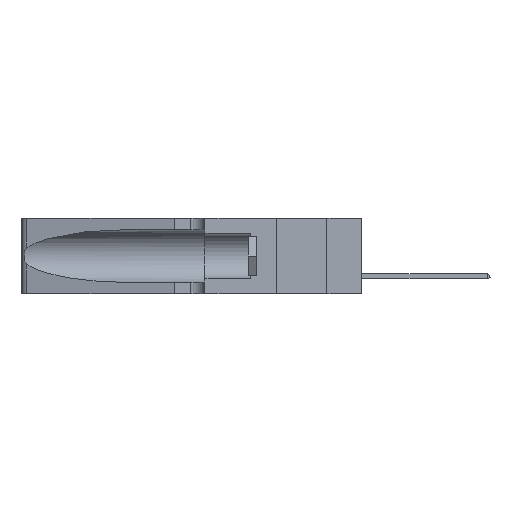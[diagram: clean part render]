
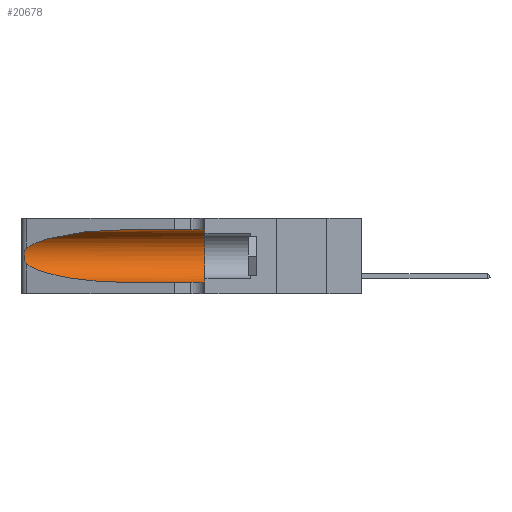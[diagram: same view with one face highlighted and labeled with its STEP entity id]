
A CAD part, left-side view. The second image highlights one B-rep face of the part: STEP entity #20678.
In plain terms, the highlighted cylindrical face has radius 3.308 mm (diameter 6.617 mm), a partial arc.
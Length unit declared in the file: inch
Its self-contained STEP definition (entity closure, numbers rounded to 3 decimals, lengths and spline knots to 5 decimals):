
#70 = CARTESIAN_POINT ( 'NONE',  ( 0.25555, 1.22993, 0.14849 ) ) ;
#366 = CARTESIAN_POINT ( 'NONE',  ( 0.25487, 1.22718, 0.14631 ) ) ;
#815 = CARTESIAN_POINT ( 'NONE',  ( 0.26075, 1.23896, 0.178 ) ) ;
#2166 = CARTESIAN_POINT ( 'NONE',  ( 0.1305, 0.35, 0.31525 ) ) ;
#2989 = LINE ( 'NONE', #14180, #10512 ) ;
#3093 = LINE ( 'NONE', #16058, #6546 ) ;
#3542 = AXIS2_PLACEMENT_3D ( 'NONE', #18860, #20168, #12042 ) ;
#3775 = DIRECTION ( 'NONE',  ( 0., -1., 0. ) ) ;
#4325 = CARTESIAN_POINT ( 'NONE',  ( 0.26018, 1.23835, 0.19895 ) ) ;
#4708 = CYLINDRICAL_SURFACE ( 'NONE', #3542, 0.13025 ) ;
#4744 = CARTESIAN_POINT ( 'NONE',  ( 0.2373, 1.15595, 0.28018 ) ) ;
#5257 = DIRECTION ( 'NONE',  ( 0., 0., 1. ) ) ;
#5322 = CARTESIAN_POINT ( 'NONE',  ( 0.25789, 1.23486, 0.15765 ) ) ;
#5838 = VERTEX_POINT ( 'NONE', #17363 ) ;
#6081 = ORIENTED_EDGE ( 'NONE', *, *, #21075, .F. ) ;
#6317 = CARTESIAN_POINT ( 'NONE',  ( 0.18966, 0.96281, 0.05475 ) ) ;
#6546 = VECTOR ( 'NONE', #17720, 39.37008 ) ;
#6596 = CARTESIAN_POINT ( 'NONE',  ( 0.25487, 1.22718, 0.22369 ) ) ;
#7160 = ORIENTED_EDGE ( 'NONE', *, *, #10744, .F. ) ;
#7240 = CIRCLE ( 'NONE', #23308, 0.13025 ) ;
#7252 = CARTESIAN_POINT ( 'NONE',  ( 0.1305, 0.35, 0.05475 ) ) ;
#7453 = CARTESIAN_POINT ( 'NONE',  ( 0.25487, 1.22718, 0.14631 ) ) ;
#8072 = CARTESIAN_POINT ( 'NONE',  ( 0.26017, 1.23833, 0.17102 ) ) ;
#9035 = DIRECTION ( 'NONE',  ( 0., 1., 0. ) ) ;
#9202 = EDGE_CURVE ( 'NONE', #20397, #21660, #3093, .T. ) ;
#9245 = CARTESIAN_POINT ( 'NONE',  ( 0.26075, 1.23896, 0.19203 ) ) ;
#10214 = ORIENTED_EDGE ( 'NONE', *, *, #25462, .T. ) ;
#10512 = VECTOR ( 'NONE', #3775, 39.37008 ) ;
#10744 = EDGE_CURVE ( 'NONE', #25809, #16016, #2989, .T. ) ;
#10810 = CARTESIAN_POINT ( 'NONE',  ( 0.25555, 1.22994, 0.2215 ) ) ;
#11185 = ORIENTED_EDGE ( 'NONE', *, *, #9202, .T. ) ;
#11315 = FACE_OUTER_BOUND ( 'NONE', #14508, .T. ) ;
#11653 = CARTESIAN_POINT ( 'NONE',  ( 0.1305, 0.72297, 0.31525 ) ) ;
#12042 = DIRECTION ( 'NONE',  ( 0., 0., -1. ) ) ;
#12668 =( BOUNDED_CURVE ( )  B_SPLINE_CURVE ( 3, ( #14373, #24655, #4744, #6596 ),
 .UNSPECIFIED., .F., .F. ) 
 B_SPLINE_CURVE_WITH_KNOTS ( ( 4, 4 ),
 ( 1.5708, 2.84003 ),
 .UNSPECIFIED. ) 
 CURVE ( )  GEOMETRIC_REPRESENTATION_ITEM ( )  RATIONAL_B_SPLINE_CURVE ( ( 1., 0.87, 0.87, 1. ) ) 
 REPRESENTATION_ITEM ( '' )  );
#14180 = CARTESIAN_POINT ( 'NONE',  ( 0.1305, 1.61858, 0.31525 ) ) ;
#14354 = CARTESIAN_POINT ( 'NONE',  ( 0.1305, 0.72297, 0.05475 ) ) ;
#14373 = CARTESIAN_POINT ( 'NONE',  ( 0.1305, 0.72297, 0.31525 ) ) ;
#14508 = EDGE_LOOP ( 'NONE', ( #17740, #21625, #10214, #11185, #6081, #7160 ) ) ;
#14616 = CARTESIAN_POINT ( 'NONE',  ( 0.2373, 1.15595, 0.08982 ) ) ;
#15598 = VERTEX_POINT ( 'NONE', #19086 ) ;
#16016 = VERTEX_POINT ( 'NONE', #2166 ) ;
#16058 = CARTESIAN_POINT ( 'NONE',  ( 0.1305, 1.61858, 0.05475 ) ) ;
#16842 = CARTESIAN_POINT ( 'NONE',  ( 0.25787, 1.23484, 0.2124 ) ) ;
#17363 = CARTESIAN_POINT ( 'NONE',  ( 0.25487, 1.22718, 0.22369 ) ) ;
#17720 = DIRECTION ( 'NONE',  ( 0., -1., 0. ) ) ;
#17740 = ORIENTED_EDGE ( 'NONE', *, *, #20562, .T. ) ;
#18760 = B_SPLINE_CURVE_WITH_KNOTS ( 'NONE', 3,
 ( #20775, #10810, #23013, #16842, #19483, #4325, #9245, #815, #8072, #22342, #5322, #23188, #70, #7453 ),
 .UNSPECIFIED., .F., .F.,
 ( 4, 2, 2, 2, 2, 2, 4 ),
 ( 0., 0.00027, 0.00053, 0.00107, 0.0016, 0.00187, 0.00214 ),
 .UNSPECIFIED. ) ;
#18860 = CARTESIAN_POINT ( 'NONE',  ( 0.1305, 1.61858, 0.185 ) ) ;
#18896 = CARTESIAN_POINT ( 'NONE',  ( 0.1305, 0.72297, 0.05475 ) ) ;
#19086 = CARTESIAN_POINT ( 'NONE',  ( 0.25487, 1.22718, 0.14631 ) ) ;
#19483 = CARTESIAN_POINT ( 'NONE',  ( 0.25854, 1.2359, 0.20912 ) ) ;
#20168 = DIRECTION ( 'NONE',  ( 0., -1., 0. ) ) ;
#20397 = VERTEX_POINT ( 'NONE', #18896 ) ;
#20562 = EDGE_CURVE ( 'NONE', #25809, #5838, #12668, .T. ) ;
#20678 = ADVANCED_FACE ( 'NONE', ( #11315 ), #4708, .F. ) ;
#20775 = CARTESIAN_POINT ( 'NONE',  ( 0.25487, 1.22718, 0.22369 ) ) ;
#21075 = EDGE_CURVE ( 'NONE', #16016, #21660, #7240, .T. ) ;
#21356 = CARTESIAN_POINT ( 'NONE',  ( 0.1305, 0.35, 0.185 ) ) ;
#21625 = ORIENTED_EDGE ( 'NONE', *, *, #21997, .T. ) ;
#21660 = VERTEX_POINT ( 'NONE', #7252 ) ;
#21997 = EDGE_CURVE ( 'NONE', #5838, #15598, #18760, .T. ) ;
#22342 = CARTESIAN_POINT ( 'NONE',  ( 0.25856, 1.23593, 0.16098 ) ) ;
#23013 = CARTESIAN_POINT ( 'NONE',  ( 0.25639, 1.23184, 0.21858 ) ) ;
#23188 = CARTESIAN_POINT ( 'NONE',  ( 0.25639, 1.23186, 0.15144 ) ) ;
#23308 = AXIS2_PLACEMENT_3D ( 'NONE', #21356, #9035, #5257 ) ;
#24655 = CARTESIAN_POINT ( 'NONE',  ( 0.18966, 0.96281, 0.31525 ) ) ;
#25012 =( BOUNDED_CURVE ( )  B_SPLINE_CURVE ( 3, ( #366, #14616, #6317, #14354 ),
 .UNSPECIFIED., .F., .F. ) 
 B_SPLINE_CURVE_WITH_KNOTS ( ( 4, 4 ),
 ( 3.44316, 4.71239 ),
 .UNSPECIFIED. ) 
 CURVE ( )  GEOMETRIC_REPRESENTATION_ITEM ( )  RATIONAL_B_SPLINE_CURVE ( ( 1., 0.87, 0.87, 1. ) ) 
 REPRESENTATION_ITEM ( '' )  );
#25462 = EDGE_CURVE ( 'NONE', #15598, #20397, #25012, .T. ) ;
#25809 = VERTEX_POINT ( 'NONE', #11653 ) ;
